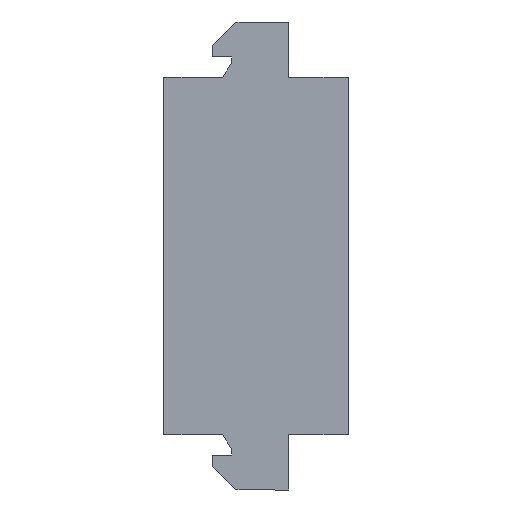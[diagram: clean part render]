
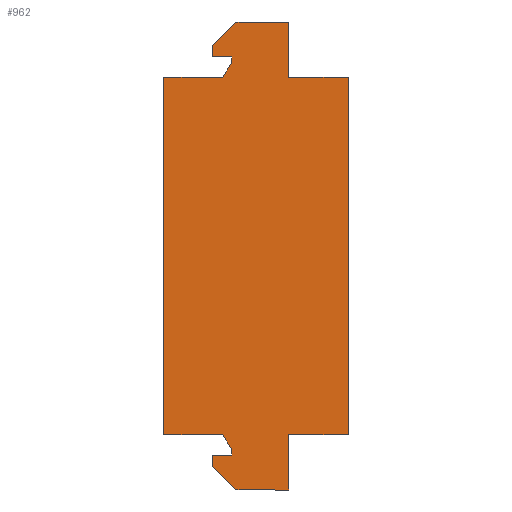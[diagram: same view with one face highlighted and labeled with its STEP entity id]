
A CAD part, left-side view. The second image highlights one B-rep face of the part: STEP entity #962.
In plain terms, the highlighted planar face has unit normal (-1, 0, 0).
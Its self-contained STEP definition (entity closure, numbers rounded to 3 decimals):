
#76=PLANE('',#1063);
#131=FACE_OUTER_BOUND('',#209,.T.);
#209=EDGE_LOOP('',(#872,#873,#874,#875,#876,#877,#878,#879,#880,#881,#882,
#883,#884,#885,#886,#887,#888,#889,#890,#891));
#229=LINE('',#1387,#323);
#233=LINE('',#1394,#327);
#253=LINE('',#1500,#347);
#256=LINE('',#1506,#350);
#259=LINE('',#1512,#353);
#262=LINE('',#1518,#356);
#265=LINE('',#1522,#359);
#267=LINE('',#1527,#361);
#270=LINE('',#1533,#364);
#273=LINE('',#1539,#367);
#276=LINE('',#1545,#370);
#279=LINE('',#1551,#373);
#282=LINE('',#1557,#376);
#285=LINE('',#1563,#379);
#288=LINE('',#1569,#382);
#291=LINE('',#1575,#385);
#294=LINE('',#1581,#388);
#297=LINE('',#1587,#391);
#300=LINE('',#1593,#394);
#303=LINE('',#1597,#397);
#323=VECTOR('',#1111,10.);
#327=VECTOR('',#1117,10.);
#347=VECTOR('',#1245,10.);
#350=VECTOR('',#1250,10.);
#353=VECTOR('',#1255,10.);
#356=VECTOR('',#1260,10.);
#359=VECTOR('',#1265,10.);
#361=VECTOR('',#1269,10.);
#364=VECTOR('',#1274,10.);
#367=VECTOR('',#1279,10.);
#370=VECTOR('',#1284,10.);
#373=VECTOR('',#1289,10.);
#376=VECTOR('',#1294,10.);
#379=VECTOR('',#1299,10.);
#382=VECTOR('',#1304,10.);
#385=VECTOR('',#1309,10.);
#388=VECTOR('',#1314,10.);
#391=VECTOR('',#1319,10.);
#394=VECTOR('',#1324,10.);
#397=VECTOR('',#1329,10.);
#448=VERTEX_POINT('',#1384);
#449=VERTEX_POINT('',#1386);
#451=VERTEX_POINT('',#1392);
#482=VERTEX_POINT('',#1497);
#483=VERTEX_POINT('',#1499);
#485=VERTEX_POINT('',#1505);
#487=VERTEX_POINT('',#1511);
#489=VERTEX_POINT('',#1517);
#491=VERTEX_POINT('',#1526);
#493=VERTEX_POINT('',#1532);
#495=VERTEX_POINT('',#1538);
#497=VERTEX_POINT('',#1544);
#499=VERTEX_POINT('',#1550);
#501=VERTEX_POINT('',#1556);
#503=VERTEX_POINT('',#1562);
#505=VERTEX_POINT('',#1568);
#507=VERTEX_POINT('',#1574);
#509=VERTEX_POINT('',#1580);
#511=VERTEX_POINT('',#1586);
#513=VERTEX_POINT('',#1592);
#538=EDGE_CURVE('',#449,#448,#229,.T.);
#542=EDGE_CURVE('',#448,#451,#233,.T.);
#589=EDGE_CURVE('',#483,#482,#253,.T.);
#592=EDGE_CURVE('',#485,#483,#256,.T.);
#595=EDGE_CURVE('',#487,#485,#259,.T.);
#598=EDGE_CURVE('',#489,#487,#262,.T.);
#601=EDGE_CURVE('',#451,#489,#265,.T.);
#603=EDGE_CURVE('',#491,#449,#267,.T.);
#606=EDGE_CURVE('',#493,#491,#270,.T.);
#609=EDGE_CURVE('',#495,#493,#273,.T.);
#612=EDGE_CURVE('',#497,#495,#276,.T.);
#615=EDGE_CURVE('',#499,#497,#279,.T.);
#618=EDGE_CURVE('',#501,#499,#282,.T.);
#621=EDGE_CURVE('',#503,#501,#285,.T.);
#624=EDGE_CURVE('',#505,#503,#288,.T.);
#627=EDGE_CURVE('',#507,#505,#291,.T.);
#630=EDGE_CURVE('',#509,#507,#294,.T.);
#633=EDGE_CURVE('',#511,#509,#297,.T.);
#636=EDGE_CURVE('',#513,#511,#300,.T.);
#639=EDGE_CURVE('',#482,#513,#303,.T.);
#872=ORIENTED_EDGE('',*,*,#639,.T.);
#873=ORIENTED_EDGE('',*,*,#636,.T.);
#874=ORIENTED_EDGE('',*,*,#633,.T.);
#875=ORIENTED_EDGE('',*,*,#630,.T.);
#876=ORIENTED_EDGE('',*,*,#627,.T.);
#877=ORIENTED_EDGE('',*,*,#624,.T.);
#878=ORIENTED_EDGE('',*,*,#621,.T.);
#879=ORIENTED_EDGE('',*,*,#618,.T.);
#880=ORIENTED_EDGE('',*,*,#615,.T.);
#881=ORIENTED_EDGE('',*,*,#612,.T.);
#882=ORIENTED_EDGE('',*,*,#609,.T.);
#883=ORIENTED_EDGE('',*,*,#606,.T.);
#884=ORIENTED_EDGE('',*,*,#603,.T.);
#885=ORIENTED_EDGE('',*,*,#538,.T.);
#886=ORIENTED_EDGE('',*,*,#542,.T.);
#887=ORIENTED_EDGE('',*,*,#601,.T.);
#888=ORIENTED_EDGE('',*,*,#598,.T.);
#889=ORIENTED_EDGE('',*,*,#595,.T.);
#890=ORIENTED_EDGE('',*,*,#592,.T.);
#891=ORIENTED_EDGE('',*,*,#589,.T.);
#962=ADVANCED_FACE('',(#131),#76,.T.);
#1063=AXIS2_PLACEMENT_3D('',#1599,#1332,#1333);
#1111=DIRECTION('',(0.,1.,0.));
#1117=DIRECTION('',(0.,0.,-1.));
#1245=DIRECTION('',(0.,0.,-1.));
#1250=DIRECTION('',(0.,1.,0.));
#1255=DIRECTION('',(0.,0.,-1.));
#1260=DIRECTION('',(0.,-0.545,-0.839));
#1265=DIRECTION('',(0.,-1.,0.));
#1269=DIRECTION('',(0.,0.545,-0.839));
#1274=DIRECTION('',(0.,0.,-1.));
#1279=DIRECTION('',(0.,-1.,0.));
#1284=DIRECTION('',(0.,0.,-1.));
#1289=DIRECTION('',(0.,0.707,-0.707));
#1294=DIRECTION('',(0.,1.,0.));
#1299=DIRECTION('',(0.,0.,1.));
#1304=DIRECTION('',(0.,1.,0.));
#1309=DIRECTION('',(0.,0.,1.));
#1314=DIRECTION('',(0.,-1.,0.));
#1319=DIRECTION('',(0.,0.,1.));
#1324=DIRECTION('',(0.,-1.,0.));
#1329=DIRECTION('',(0.,-0.707,-0.707));
#1332=DIRECTION('center_axis',(-1.,0.,0.));
#1333=DIRECTION('ref_axis',(0.,0.,1.));
#1384=CARTESIAN_POINT('',(-161.5,9.6,45.6));
#1386=CARTESIAN_POINT('',(-161.5,3.114,45.6));
#1387=CARTESIAN_POINT('',(-161.5,9.6,45.6));
#1392=CARTESIAN_POINT('',(-161.5,9.6,6.1));
#1394=CARTESIAN_POINT('',(-161.5,9.6,6.1));
#1497=CARTESIAN_POINT('',(-161.5,4.175,2.55));
#1499=CARTESIAN_POINT('',(-161.5,4.175,3.85));
#1500=CARTESIAN_POINT('',(-161.5,4.175,6.1));
#1505=CARTESIAN_POINT('',(-161.5,2.075,3.85));
#1506=CARTESIAN_POINT('',(-161.5,4.175,3.85));
#1511=CARTESIAN_POINT('',(-161.5,2.075,4.5));
#1512=CARTESIAN_POINT('',(-161.5,2.075,3.85));
#1517=CARTESIAN_POINT('',(-161.5,3.114,6.1));
#1518=CARTESIAN_POINT('',(-161.5,2.075,4.5));
#1522=CARTESIAN_POINT('',(-161.5,-10.775,6.1));
#1526=CARTESIAN_POINT('',(-161.5,2.075,47.2));
#1527=CARTESIAN_POINT('',(-161.5,2.075,47.2));
#1532=CARTESIAN_POINT('',(-161.5,2.075,47.85));
#1533=CARTESIAN_POINT('',(-161.5,2.075,47.85));
#1538=CARTESIAN_POINT('',(-161.5,4.175,47.85));
#1539=CARTESIAN_POINT('',(-161.5,4.175,47.85));
#1544=CARTESIAN_POINT('',(-161.5,4.175,49.15));
#1545=CARTESIAN_POINT('',(-161.5,4.175,49.15));
#1550=CARTESIAN_POINT('',(-161.5,1.625,51.7));
#1551=CARTESIAN_POINT('',(-161.5,1.625,51.7));
#1556=CARTESIAN_POINT('',(-161.5,-4.2,51.7));
#1557=CARTESIAN_POINT('',(-161.5,4.175,51.7));
#1562=CARTESIAN_POINT('',(-161.5,-4.2,45.6));
#1563=CARTESIAN_POINT('',(-161.5,-4.2,51.7));
#1568=CARTESIAN_POINT('',(-161.5,-10.775,45.6));
#1569=CARTESIAN_POINT('',(-161.5,9.6,45.6));
#1574=CARTESIAN_POINT('',(-161.5,-10.775,6.1));
#1575=CARTESIAN_POINT('',(-161.5,-10.775,45.6));
#1580=CARTESIAN_POINT('',(-161.5,-4.2,6.1));
#1581=CARTESIAN_POINT('',(-161.5,-10.775,6.1));
#1586=CARTESIAN_POINT('',(-161.5,-4.2,0.));
#1587=CARTESIAN_POINT('',(-161.5,-4.2,0.));
#1592=CARTESIAN_POINT('',(-161.5,1.625,0.));
#1593=CARTESIAN_POINT('',(-161.5,4.175,0.));
#1597=CARTESIAN_POINT('',(-161.5,1.625,0.));
#1599=CARTESIAN_POINT('Origin',(-161.5,-0.588,25.85));
